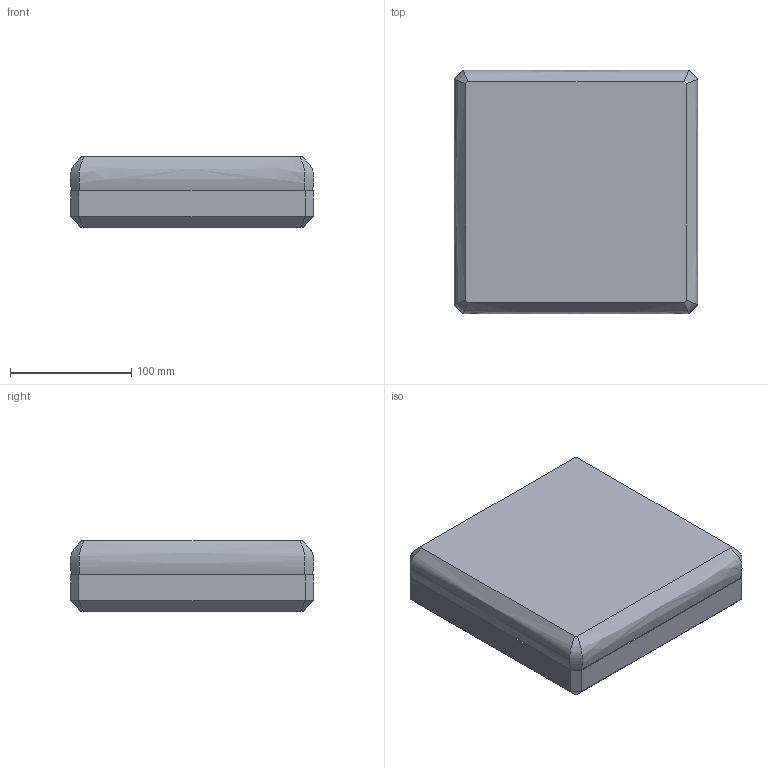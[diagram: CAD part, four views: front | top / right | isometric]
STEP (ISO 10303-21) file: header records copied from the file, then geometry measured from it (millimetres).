
FILE_DESCRIPTION (( 'STEP AP214' ), '1' );
FILE_NAME ('K LED 200 4000K.STEP', '2018-07-21T09:20:37', ( '' ), ( '' ), 'SwSTEP 2.0', 'SolidWorks 2013', '' );
FILE_SCHEMA (( 'AUTOMOTIVE_DESIGN' ));
Length unit declared in the file: millimetre
Products named in the file (1): K LED 200 4000K
Bounding box: 201.06 x 201.06 x 58 mm (x, y, z)
Surface area: 117278.8 mm2 (no closed solid volume)
Topology: 0 solids, 6 shells, 34 faces, 112 edges, 80 vertices
Faces by surface type: plane 26, bspline 8
Entity records: 1874 total; most frequent: CARTESIAN_POINT 595, DIRECTION 158, ORIENTED_EDGE 144, EDGE_CURVE 112, LINE 104, VECTOR 104, VERTEX_POINT 80, UNCERTAINTY_MEASURE_WITH_UNIT 36
